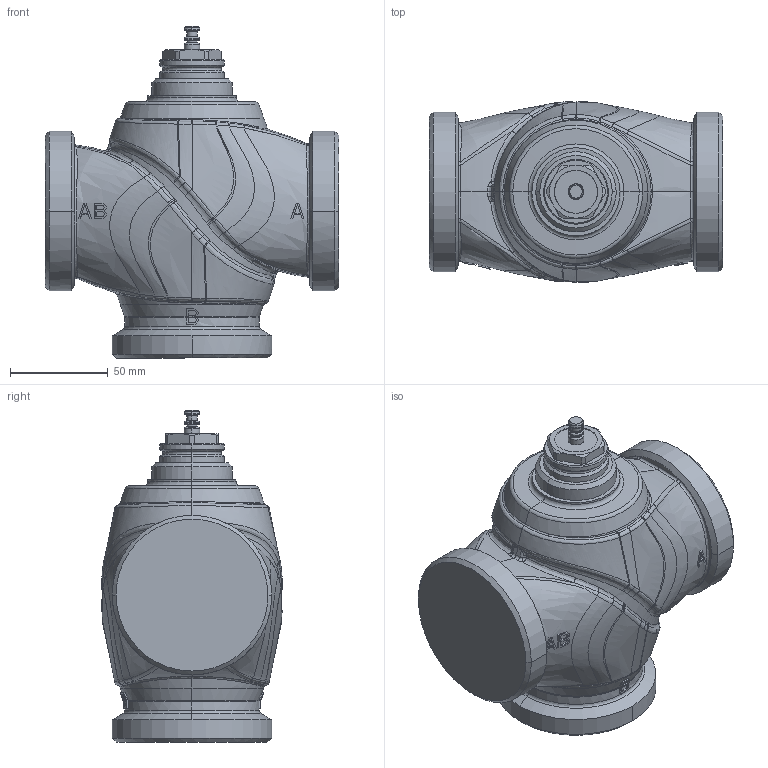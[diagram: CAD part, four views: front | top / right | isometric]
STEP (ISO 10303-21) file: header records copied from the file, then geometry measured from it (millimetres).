
FILE_DESCRIPTION(('CATIA V5 STEP Exchange','CAx-IF Rec.Pracs.--- Model Styling and Organization---1.4--- 2014-01-23','CAx-IF Rec.Pracs.---3D Tessellated Data Validation Properties---0.5---2014-09-14'),'2;1');
FILE_NAME('STEP_636910_-_TST.stp','2021-06-08T06:38:02+00:00',('none'),('none'),'CATIA Version 5-6 Release 2019 SP3','CATIA V5 STEP AP242 v1','none');
FILE_SCHEMA(('AP242_MANAGED_MODEL_BASED_3D_ENGINEERING_MIM_LF {1 0 10303 442 1 1 4}'));
Products named in the file (1): 636910 - TST
Bounding box: 150 x 92.09 x 169.5 mm (x, y, z)
Volume: 1099535.9 mm3; surface area: 70100.5 mm2
Topology: 1 solids, 1 shells, 610 faces, 1584 edges, 996 vertices
Faces by surface type: bspline 255, extrusion 172, cylinder 58, cone 44, torus 42, plane 39
Entity records: 49134 total; most frequent: CARTESIAN_POINT 38280, ORIENTED_EDGE 3168, EDGE_CURVE 1584, B_SPLINE_CURVE_WITH_KNOTS 1070, VERTEX_POINT 996, DIRECTION 769, EDGE_LOOP 630, ADVANCED_FACE 610
